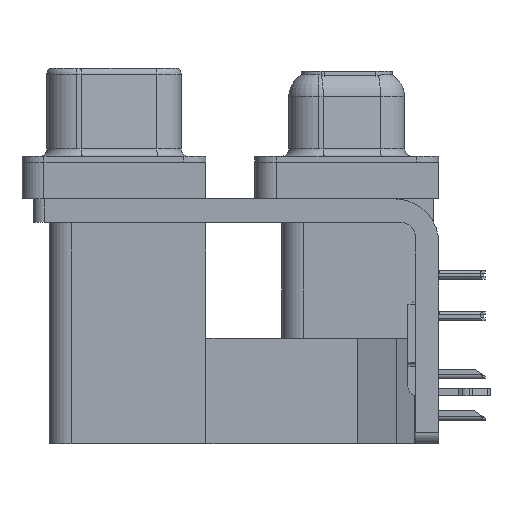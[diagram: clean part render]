
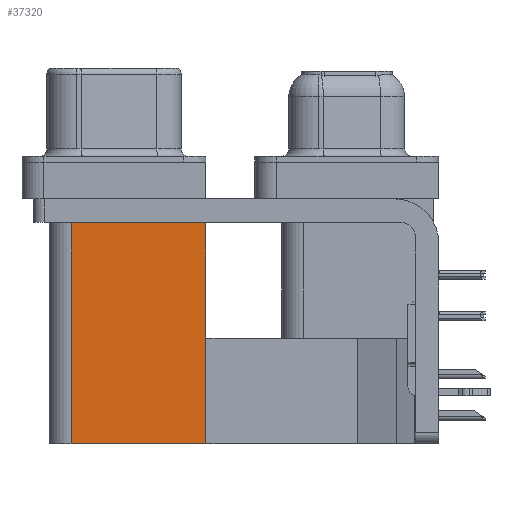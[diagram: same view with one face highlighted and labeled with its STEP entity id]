
A CAD part, left-side view. The second image highlights one B-rep face of the part: STEP entity #37320.
In plain terms, the highlighted planar face has unit normal (-1, 0, 0).
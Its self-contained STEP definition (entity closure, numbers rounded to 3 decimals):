
#1157 = DIRECTION ( 'NONE',  ( 0., 1., 0. ) ) ;
#3058 = CARTESIAN_POINT ( 'NONE',  ( 3.79, 18.8, -19.2 ) ) ;
#3440 = ORIENTED_EDGE ( 'NONE', *, *, #32999, .T. ) ;
#3749 = CARTESIAN_POINT ( 'NONE',  ( 3.79, 9.6, -19.2 ) ) ;
#4291 = DIRECTION ( 'NONE',  ( 0., 1., 0. ) ) ;
#5535 = DIRECTION ( 'NONE',  ( 1., 0., 0. ) ) ;
#7493 = CARTESIAN_POINT ( 'NONE',  ( 3.79, 9.6, -2.5 ) ) ;
#7635 = CARTESIAN_POINT ( 'NONE',  ( 3.79, 9.6, -19.2 ) ) ;
#11171 = VERTEX_POINT ( 'NONE', #7635 ) ;
#11302 = EDGE_CURVE ( 'NONE', #19654, #22456, #30143, .T. ) ;
#15117 = DIRECTION ( 'NONE',  ( 0., 0., 1. ) ) ;
#15210 = AXIS2_PLACEMENT_3D ( 'NONE', #35801, #5535, #17596 ) ;
#15803 = DIRECTION ( 'NONE',  ( 0., 0., 1. ) ) ;
#17596 = DIRECTION ( 'NONE',  ( 0., 0., -1. ) ) ;
#18146 = CARTESIAN_POINT ( 'NONE',  ( 3.79, 18.8, -2.5 ) ) ;
#19313 = LINE ( 'NONE', #34159, #30400 ) ;
#19654 = VERTEX_POINT ( 'NONE', #26743 ) ;
#20326 = VECTOR ( 'NONE', #15803, 1000. ) ;
#21728 = LINE ( 'NONE', #3749, #20326 ) ;
#22076 = VECTOR ( 'NONE', #1157, 1000. ) ;
#22456 = VERTEX_POINT ( 'NONE', #18146 ) ;
#23717 = PLANE ( 'NONE',  #15210 ) ;
#24289 = CARTESIAN_POINT ( 'NONE',  ( 3.79, 9.6, -2.5 ) ) ;
#25326 = ORIENTED_EDGE ( 'NONE', *, *, #37875, .F. ) ;
#26743 = CARTESIAN_POINT ( 'NONE',  ( 3.79, 18.8, -19.2 ) ) ;
#28680 = VERTEX_POINT ( 'NONE', #24289 ) ;
#30134 = ORIENTED_EDGE ( 'NONE', *, *, #38685, .T. ) ;
#30143 = LINE ( 'NONE', #3058, #30224 ) ;
#30224 = VECTOR ( 'NONE', #15117, 1000. ) ;
#30400 = VECTOR ( 'NONE', #4291, 1000. ) ;
#31498 = ORIENTED_EDGE ( 'NONE', *, *, #11302, .F. ) ;
#32475 = EDGE_LOOP ( 'NONE', ( #3440, #31498, #25326, #30134 ) ) ;
#32636 = FACE_OUTER_BOUND ( 'NONE', #32475, .T. ) ;
#32999 = EDGE_CURVE ( 'NONE', #28680, #22456, #37161, .T. ) ;
#34159 = CARTESIAN_POINT ( 'NONE',  ( 3.79, 9.6, -19.2 ) ) ;
#35801 = CARTESIAN_POINT ( 'NONE',  ( 3.79, 9.6, -19.2 ) ) ;
#37161 = LINE ( 'NONE', #7493, #22076 ) ;
#37320 = ADVANCED_FACE ( 'NONE', ( #32636 ), #23717, .F. ) ;
#37875 = EDGE_CURVE ( 'NONE', #11171, #19654, #19313, .T. ) ;
#38685 = EDGE_CURVE ( 'NONE', #11171, #28680, #21728, .T. ) ;
